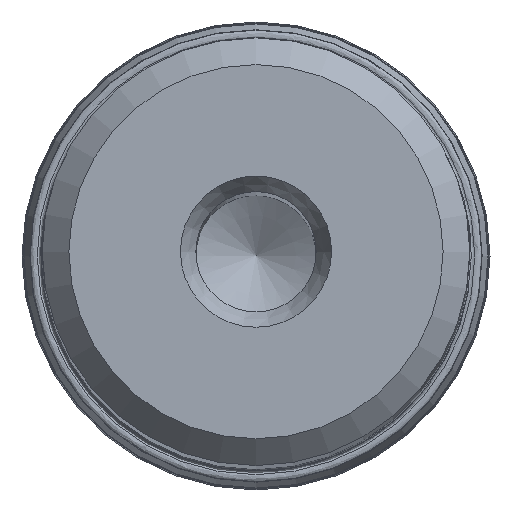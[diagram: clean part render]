
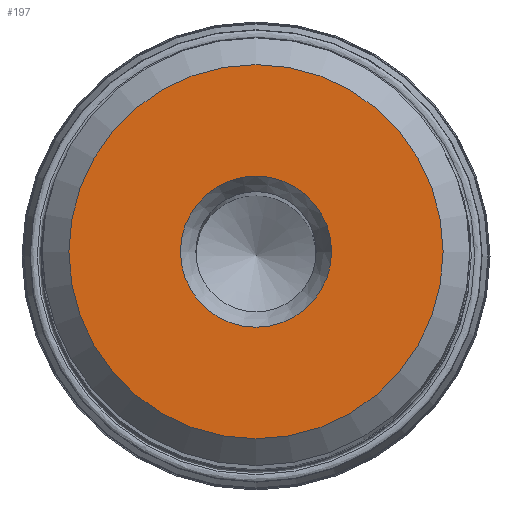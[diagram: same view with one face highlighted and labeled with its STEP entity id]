
A CAD part, top view. The second image highlights one B-rep face of the part: STEP entity #197.
In plain terms, the highlighted planar face has unit normal (0, 0, 1).
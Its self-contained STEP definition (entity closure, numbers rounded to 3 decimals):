
#197=ADVANCED_FACE('',(#259,#260),#258,.F.);
#258=PLANE('',#804);
#259=FACE_BOUND('',#381,.T.);
#260=FACE_BOUND('',#382,.T.);
#381=EDGE_LOOP('',(#501));
#382=EDGE_LOOP('',(#502));
#501=ORIENTED_EDGE('',*,*,#683,.T.);
#502=ORIENTED_EDGE('',*,*,#684,.F.);
#621=VERTEX_POINT('',#1083);
#622=VERTEX_POINT('',#1085);
#683=EDGE_CURVE('',#621,#621,#743,.T.);
#684=EDGE_CURVE('',#622,#622,#744,.T.);
#743=CIRCLE('',#802,14.);
#744=CIRCLE('',#803,5.655);
#802=AXIS2_PLACEMENT_3D('',#1082,#883,#884);
#803=AXIS2_PLACEMENT_3D('',#1084,#885,#886);
#804=AXIS2_PLACEMENT_3D('',#1086,#887,#888);
#883=DIRECTION('',(0.,0.,1.));
#884=DIRECTION('',(-1.,0.,0.));
#885=DIRECTION('',(0.,0.,1.));
#886=DIRECTION('',(1.,0.,0.));
#887=DIRECTION('',(0.,0.,-1.));
#888=DIRECTION('',(-1.,0.,0.));
#1082=CARTESIAN_POINT('',(0.,0.,161.));
#1083=CARTESIAN_POINT('',(-14.,0.,161.));
#1084=CARTESIAN_POINT('',(0.,0.,161.));
#1085=CARTESIAN_POINT('',(5.655,0.,161.));
#1086=CARTESIAN_POINT('',(16.,0.,161.));
